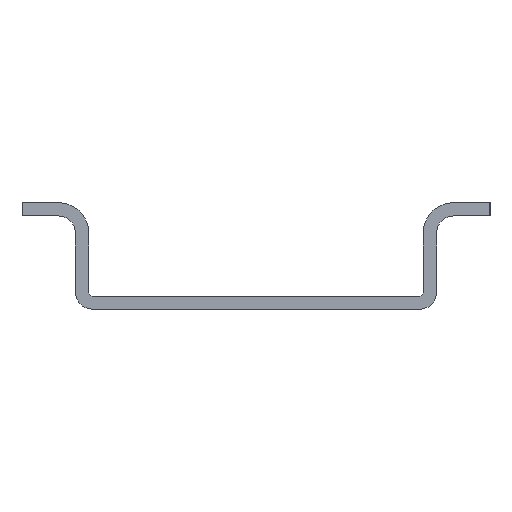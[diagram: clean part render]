
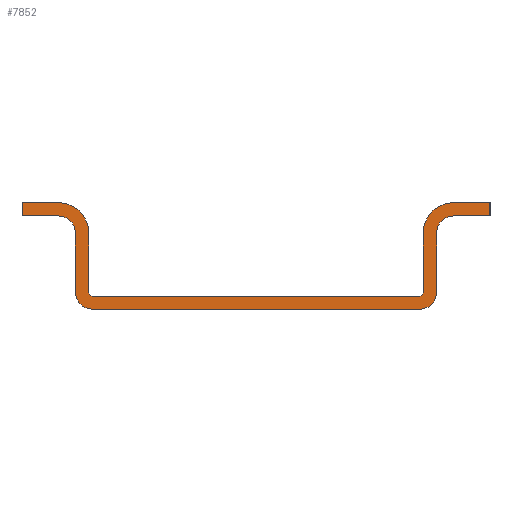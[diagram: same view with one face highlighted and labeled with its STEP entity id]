
A CAD part, left-side view. The second image highlights one B-rep face of the part: STEP entity #7852.
In plain terms, the highlighted planar face has unit normal (-1, 0, 0).
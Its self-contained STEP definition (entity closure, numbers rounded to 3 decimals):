
#2902=DIRECTION('',(0.,-1.,0.));
#2903=VECTOR('',#2902,2.731);
#2904=CARTESIAN_POINT('',(0.,-14.77,7.976));
#2905=LINE('',#2904,#2903);
#2909=DIRECTION('',(0.,0.,-1.));
#2910=VECTOR('',#2909,0.991);
#2911=CARTESIAN_POINT('',(0.,-17.501,7.976));
#2912=LINE('',#2911,#2910);
#2965=DIRECTION('',(0.,0.,-1.));
#2966=VECTOR('',#2965,4.445);
#2967=CARTESIAN_POINT('',(0.,-12.509,5.715));
#2968=LINE('',#2967,#2966);
#2972=CARTESIAN_POINT('',(0.,-14.77,5.715));
#2973=DIRECTION('',(-1.,0.,0.));
#2974=DIRECTION('',(0.,0.,1.));
#2975=AXIS2_PLACEMENT_3D('',#2972,#2973,#2974);
#2980=DIRECTION('',(0.,-1.,0.));
#2981=VECTOR('',#2980,2.731);
#2982=CARTESIAN_POINT('',(0.,-14.77,6.985));
#2983=LINE('',#2982,#2981);
#2987=CARTESIAN_POINT('',(0.,-14.77,5.715));
#2988=DIRECTION('',(1.,0.,0.));
#2989=DIRECTION('',(0.,1.,0.));
#2990=AXIS2_PLACEMENT_3D('',#2987,#2988,#2989);
#2995=DIRECTION('',(0.,0.,1.));
#2996=VECTOR('',#2995,4.445);
#2997=CARTESIAN_POINT('',(0.,-13.5,1.27));
#2998=LINE('',#2997,#2996);
#3002=CARTESIAN_POINT('',(0.,-12.23,1.27));
#3003=DIRECTION('',(-1.,0.,0.));
#3004=DIRECTION('',(0.,-0.707,-0.707));
#3005=AXIS2_PLACEMENT_3D('',#3002,#3003,#3004);
#3010=CARTESIAN_POINT('',(0.,-12.23,1.27));
#3011=DIRECTION('',(-1.,0.,0.));
#3012=DIRECTION('',(0.,0.,-1.));
#3013=AXIS2_PLACEMENT_3D('',#3010,#3011,#3012);
#3018=DIRECTION('',(0.,-1.,0.));
#3019=VECTOR('',#3018,24.46);
#3020=CARTESIAN_POINT('',(0.,12.23,0.));
#3021=LINE('',#3020,#3019);
#3025=CARTESIAN_POINT('',(0.,12.23,1.27));
#3026=DIRECTION('',(-1.,0.,0.));
#3027=DIRECTION('',(0.,1.,0.));
#3028=AXIS2_PLACEMENT_3D('',#3025,#3026,#3027);
#3033=DIRECTION('',(0.,0.,-1.));
#3034=VECTOR('',#3033,4.445);
#3035=CARTESIAN_POINT('',(0.,13.5,5.715));
#3036=LINE('',#3035,#3034);
#3040=CARTESIAN_POINT('',(0.,14.77,5.715));
#3041=DIRECTION('',(1.,0.,0.));
#3042=DIRECTION('',(0.,0.,1.));
#3043=AXIS2_PLACEMENT_3D('',#3040,#3041,#3042);
#3048=DIRECTION('',(0.,-1.,0.));
#3049=VECTOR('',#3048,2.731);
#3050=CARTESIAN_POINT('',(0.,17.501,6.985));
#3051=LINE('',#3050,#3049);
#3055=DIRECTION('',(0.,0.,-1.));
#3056=VECTOR('',#3055,0.991);
#3057=CARTESIAN_POINT('',(0.,17.501,7.976));
#3058=LINE('',#3057,#3056);
#3062=CARTESIAN_POINT('',(0.,14.77,5.715));
#3063=DIRECTION('',(-1.,0.,0.));
#3064=DIRECTION('',(0.,-1.,0.));
#3065=AXIS2_PLACEMENT_3D('',#3062,#3063,#3064);
#3070=DIRECTION('',(0.,0.,1.));
#3071=VECTOR('',#3070,4.445);
#3072=CARTESIAN_POINT('',(0.,12.51,1.27));
#3073=LINE('',#3072,#3071);
#3077=CARTESIAN_POINT('',(0.,12.23,1.27));
#3078=DIRECTION('',(1.,0.,0.));
#3079=DIRECTION('',(0.,0.,-1.));
#3080=AXIS2_PLACEMENT_3D('',#3077,#3078,#3079);
#3085=DIRECTION('',(0.,1.,0.));
#3086=VECTOR('',#3085,24.46);
#3087=CARTESIAN_POINT('',(0.,-12.23,0.991));
#3088=LINE('',#3087,#3086);
#3092=CARTESIAN_POINT('',(0.,-12.23,1.27));
#3093=DIRECTION('',(1.,0.,0.));
#3094=DIRECTION('',(0.,-1.,0.));
#3095=AXIS2_PLACEMENT_3D('',#3092,#3093,#3094);
#3135=DIRECTION('',(0.,-1.,0.));
#3136=VECTOR('',#3135,2.731);
#3137=CARTESIAN_POINT('',(0.,17.501,7.976));
#3138=LINE('',#3137,#3136);
#4451=CARTESIAN_POINT('',(0.,-12.23,0.));
#4452=VERTEX_POINT('',#4451);
#4453=CARTESIAN_POINT('',(0.,12.23,0.));
#4454=VERTEX_POINT('',#4453);
#4955=CARTESIAN_POINT('',(0.,-12.23,0.991));
#4956=VERTEX_POINT('',#4955);
#4957=CARTESIAN_POINT('',(0.,-12.51,1.27));
#4958=VERTEX_POINT('',#4957);
#4961=CARTESIAN_POINT('',(0.,12.23,0.991));
#4962=VERTEX_POINT('',#4961);
#4965=CARTESIAN_POINT('',(0.,12.51,1.27));
#4966=VERTEX_POINT('',#4965);
#4969=CARTESIAN_POINT('',(0.,12.509,5.715));
#4970=VERTEX_POINT('',#4969);
#4973=CARTESIAN_POINT('',(0.,14.77,7.976));
#4974=VERTEX_POINT('',#4973);
#4977=CARTESIAN_POINT('',(0.,17.501,7.976));
#4978=VERTEX_POINT('',#4977);
#4981=CARTESIAN_POINT('',(0.,17.501,6.985));
#4982=VERTEX_POINT('',#4981);
#4985=CARTESIAN_POINT('',(0.,14.77,6.985));
#4986=VERTEX_POINT('',#4985);
#4989=CARTESIAN_POINT('',(0.,13.5,5.715));
#4990=VERTEX_POINT('',#4989);
#4993=CARTESIAN_POINT('',(0.,13.5,1.27));
#4994=VERTEX_POINT('',#4993);
#4997=CARTESIAN_POINT('',(0.,-13.128,0.372));
#4998=VERTEX_POINT('',#4997);
#5001=CARTESIAN_POINT('',(0.,-13.5,1.27));
#5002=VERTEX_POINT('',#5001);
#5005=CARTESIAN_POINT('',(0.,-13.5,5.715));
#5006=VERTEX_POINT('',#5005);
#5009=CARTESIAN_POINT('',(0.,-14.77,6.985));
#5010=VERTEX_POINT('',#5009);
#5013=CARTESIAN_POINT('',(0.,-17.501,6.985));
#5014=VERTEX_POINT('',#5013);
#5017=CARTESIAN_POINT('',(0.,-17.501,7.976));
#5018=VERTEX_POINT('',#5017);
#5021=CARTESIAN_POINT('',(0.,-14.77,7.976));
#5022=VERTEX_POINT('',#5021);
#5025=CARTESIAN_POINT('',(0.,-12.509,5.715));
#5026=VERTEX_POINT('',#5025);
#7815=CARTESIAN_POINT('',(0.,-17.501,0.));
#7816=DIRECTION('',(1.,0.,0.));
#7817=DIRECTION('',(0.,0.,-1.));
#7818=AXIS2_PLACEMENT_3D('',#7815,#7816,#7817);
#7819=PLANE('',#7818);
#7820=ORIENTED_EDGE('',*,*,#7635,.F.);
#7821=ORIENTED_EDGE('',*,*,#7656,.F.);
#7822=ORIENTED_EDGE('',*,*,#7677,.T.);
#7823=ORIENTED_EDGE('',*,*,#7698,.T.);
#7824=ORIENTED_EDGE('',*,*,#7719,.F.);
#7825=ORIENTED_EDGE('',*,*,#7740,.F.);
#7826=ORIENTED_EDGE('',*,*,#7761,.F.);
#7827=ORIENTED_EDGE('',*,*,#7782,.F.);
#7828=ORIENTED_EDGE('',*,*,#7802,.F.);
#7829=ORIENTED_EDGE('',*,*,#5494,.F.);
#7831=ORIENTED_EDGE('',*,*,#7830,.F.);
#7833=ORIENTED_EDGE('',*,*,#7832,.F.);
#7835=ORIENTED_EDGE('',*,*,#7834,.F.);
#7837=ORIENTED_EDGE('',*,*,#7836,.F.);
#7839=ORIENTED_EDGE('',*,*,#7838,.F.);
#7841=ORIENTED_EDGE('',*,*,#7840,.T.);
#7843=ORIENTED_EDGE('',*,*,#7842,.F.);
#7845=ORIENTED_EDGE('',*,*,#7844,.F.);
#7847=ORIENTED_EDGE('',*,*,#7846,.F.);
#7848=ORIENTED_EDGE('',*,*,#5036,.F.);
#7849=ORIENTED_EDGE('',*,*,#7614,.F.);
#7850=EDGE_LOOP('',(#7820,#7821,#7822,#7823,#7824,#7825,#7826,#7827,#7828,#7829,
#7831,#7833,#7835,#7837,#7839,#7841,#7843,#7845,#7847,#7848,#7849));
#7851=FACE_OUTER_BOUND('',#7850,.F.);
#2976=CIRCLE('',#2975,2.261);
#2991=CIRCLE('',#2990,1.27);
#3006=CIRCLE('',#3005,1.27);
#3014=CIRCLE('',#3013,1.27);
#3029=CIRCLE('',#3028,1.27);
#3044=CIRCLE('',#3043,1.27);
#3066=CIRCLE('',#3065,2.261);
#3081=CIRCLE('',#3080,0.279);
#3096=CIRCLE('',#3095,0.279);
#5036=EDGE_CURVE('',#4956,#4962,#3088,.T.);
#5494=EDGE_CURVE('',#4454,#4452,#3021,.T.);
#7614=EDGE_CURVE('',#4958,#4956,#3096,.T.);
#7635=EDGE_CURVE('',#5026,#4958,#2968,.T.);
#7656=EDGE_CURVE('',#5022,#5026,#2976,.T.);
#7677=EDGE_CURVE('',#5022,#5018,#2905,.T.);
#7698=EDGE_CURVE('',#5018,#5014,#2912,.T.);
#7719=EDGE_CURVE('',#5010,#5014,#2983,.T.);
#7740=EDGE_CURVE('',#5006,#5010,#2991,.T.);
#7761=EDGE_CURVE('',#5002,#5006,#2998,.T.);
#7782=EDGE_CURVE('',#4998,#5002,#3006,.T.);
#7802=EDGE_CURVE('',#4452,#4998,#3014,.T.);
#7830=EDGE_CURVE('',#4994,#4454,#3029,.T.);
#7832=EDGE_CURVE('',#4990,#4994,#3036,.T.);
#7834=EDGE_CURVE('',#4986,#4990,#3044,.T.);
#7836=EDGE_CURVE('',#4982,#4986,#3051,.T.);
#7838=EDGE_CURVE('',#4978,#4982,#3058,.T.);
#7840=EDGE_CURVE('',#4978,#4974,#3138,.T.);
#7842=EDGE_CURVE('',#4970,#4974,#3066,.T.);
#7844=EDGE_CURVE('',#4966,#4970,#3073,.T.);
#7846=EDGE_CURVE('',#4962,#4966,#3081,.T.);
#7852=ADVANCED_FACE('',(#7851),#7819,.F.);
